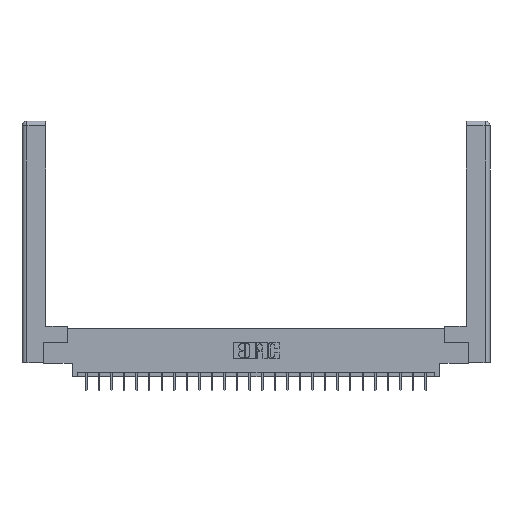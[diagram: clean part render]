
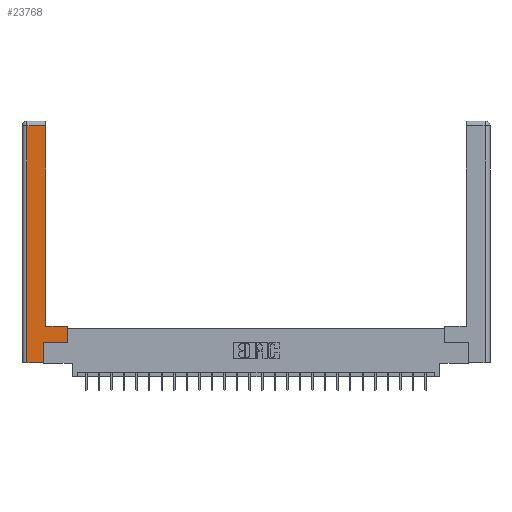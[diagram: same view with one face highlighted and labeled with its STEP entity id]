
A CAD part, top view. The second image highlights one B-rep face of the part: STEP entity #23768.
In plain terms, the highlighted planar face has unit normal (0, 0, 1).
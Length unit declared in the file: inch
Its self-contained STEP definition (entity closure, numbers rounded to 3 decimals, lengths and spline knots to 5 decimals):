
#173 = EDGE_CURVE ( 'NONE', #10310, #1248, #4189, .T. ) ;
#676 = VERTEX_POINT ( 'NONE', #23606 ) ;
#955 = LINE ( 'NONE', #3725, #5044 ) ;
#1248 = VERTEX_POINT ( 'NONE', #22427 ) ;
#1524 = ORIENTED_EDGE ( 'NONE', *, *, #14191, .T. ) ;
#1642 = CARTESIAN_POINT ( 'NONE',  ( 0.565, 0.45, 0. ) ) ;
#1894 = EDGE_CURVE ( 'NONE', #5234, #4418, #15652, .T. ) ;
#2086 = PLANE ( 'NONE',  #2711 ) ;
#2465 = LINE ( 'NONE', #6587, #20028 ) ;
#2547 = EDGE_CURVE ( 'NONE', #19901, #7783, #955, .T. ) ;
#2711 = AXIS2_PLACEMENT_3D ( 'NONE', #24481, #14210, #24563 ) ;
#3725 = CARTESIAN_POINT ( 'NONE',  ( 0.295, 0.45, 0. ) ) ;
#3728 = CARTESIAN_POINT ( 'NONE',  ( 0.565, 0.245, 0. ) ) ;
#4018 = VECTOR ( 'NONE', #12598, 39.37008 ) ;
#4189 = LINE ( 'NONE', #3728, #25898 ) ;
#4418 = VERTEX_POINT ( 'NONE', #5602 ) ;
#5044 = VECTOR ( 'NONE', #7936, 39.37008 ) ;
#5234 = VERTEX_POINT ( 'NONE', #26019 ) ;
#5602 = CARTESIAN_POINT ( 'NONE',  ( 0.265, 0., 0. ) ) ;
#5894 = DIRECTION ( 'NONE',  ( 0., 1., 0. ) ) ;
#6104 = DIRECTION ( 'NONE',  ( 1., 0., 0. ) ) ;
#6587 = CARTESIAN_POINT ( 'NONE',  ( 0.295, 3., 0. ) ) ;
#6604 = ORIENTED_EDGE ( 'NONE', *, *, #173, .T. ) ;
#7354 = CARTESIAN_POINT ( 'NONE',  ( 0.0615, 2.94, 0. ) ) ;
#7576 = ORIENTED_EDGE ( 'NONE', *, *, #23928, .T. ) ;
#7783 = VERTEX_POINT ( 'NONE', #21302 ) ;
#7936 = DIRECTION ( 'NONE',  ( -1., 0., 0. ) ) ;
#8325 = DIRECTION ( 'NONE',  ( 0., 1., 0. ) ) ;
#8450 = ORIENTED_EDGE ( 'NONE', *, *, #11932, .T. ) ;
#9432 = LINE ( 'NONE', #20628, #4018 ) ;
#10310 = VERTEX_POINT ( 'NONE', #19862 ) ;
#10397 = EDGE_CURVE ( 'NONE', #7783, #676, #2465, .T. ) ;
#10686 = VECTOR ( 'NONE', #19591, 39.37008 ) ;
#11304 = CARTESIAN_POINT ( 'NONE',  ( 0.0615, 0., 0. ) ) ;
#11480 = VECTOR ( 'NONE', #5894, 39.37008 ) ;
#11932 = EDGE_CURVE ( 'NONE', #19651, #5234, #16119, .T. ) ;
#11972 = DIRECTION ( 'NONE',  ( 1., 0., 0. ) ) ;
#12598 = DIRECTION ( 'NONE',  ( -1., 0., 0. ) ) ;
#12993 = FACE_OUTER_BOUND ( 'NONE', #21526, .T. ) ;
#13901 = EDGE_CURVE ( 'NONE', #4418, #10310, #22365, .T. ) ;
#14191 = EDGE_CURVE ( 'NONE', #1248, #19901, #21955, .T. ) ;
#14210 = DIRECTION ( 'NONE',  ( 0., 0., -1. ) ) ;
#15006 = VECTOR ( 'NONE', #6104, 39.37008 ) ;
#15652 = LINE ( 'NONE', #20666, #15006 ) ;
#16119 = LINE ( 'NONE', #11304, #10686 ) ;
#16304 = ORIENTED_EDGE ( 'NONE', *, *, #13901, .T. ) ;
#19026 = VECTOR ( 'NONE', #21150, 39.37008 ) ;
#19591 = DIRECTION ( 'NONE',  ( 0., -1., 0. ) ) ;
#19651 = VERTEX_POINT ( 'NONE', #7354 ) ;
#19862 = CARTESIAN_POINT ( 'NONE',  ( 0.265, 0.245, 0. ) ) ;
#19901 = VERTEX_POINT ( 'NONE', #1642 ) ;
#20028 = VECTOR ( 'NONE', #8325, 39.37008 ) ;
#20213 = CARTESIAN_POINT ( 'NONE',  ( 0.265, 0.245, 0. ) ) ;
#20628 = CARTESIAN_POINT ( 'NONE',  ( 0.0615, 2.94, 0. ) ) ;
#20666 = CARTESIAN_POINT ( 'NONE',  ( 0.265, 0., 0. ) ) ;
#21150 = DIRECTION ( 'NONE',  ( 0., 1., 0. ) ) ;
#21302 = CARTESIAN_POINT ( 'NONE',  ( 0.295, 0.45, 0. ) ) ;
#21526 = EDGE_LOOP ( 'NONE', ( #22096, #7576, #8450, #22765, #16304, #6604, #1524, #25600 ) ) ;
#21955 = LINE ( 'NONE', #25160, #19026 ) ;
#22096 = ORIENTED_EDGE ( 'NONE', *, *, #10397, .T. ) ;
#22365 = LINE ( 'NONE', #20213, #11480 ) ;
#22427 = CARTESIAN_POINT ( 'NONE',  ( 0.565, 0.245, 0. ) ) ;
#22765 = ORIENTED_EDGE ( 'NONE', *, *, #1894, .T. ) ;
#23606 = CARTESIAN_POINT ( 'NONE',  ( 0.295, 2.94, 0. ) ) ;
#23768 = ADVANCED_FACE ( 'NONE', ( #12993 ), #2086, .F. ) ;
#23928 = EDGE_CURVE ( 'NONE', #676, #19651, #9432, .T. ) ;
#24481 = CARTESIAN_POINT ( 'NONE',  ( 0., 0., 0. ) ) ;
#24563 = DIRECTION ( 'NONE',  ( -1., 0., 0. ) ) ;
#25160 = CARTESIAN_POINT ( 'NONE',  ( 0.565, 0.45, 0. ) ) ;
#25600 = ORIENTED_EDGE ( 'NONE', *, *, #2547, .T. ) ;
#25898 = VECTOR ( 'NONE', #11972, 39.37008 ) ;
#26019 = CARTESIAN_POINT ( 'NONE',  ( 0.0615, 0., 0. ) ) ;
